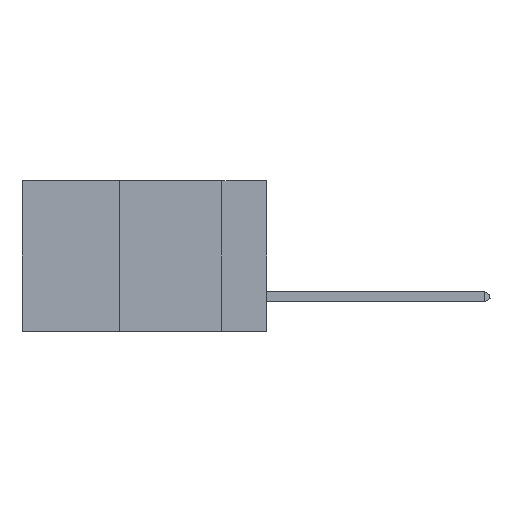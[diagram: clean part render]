
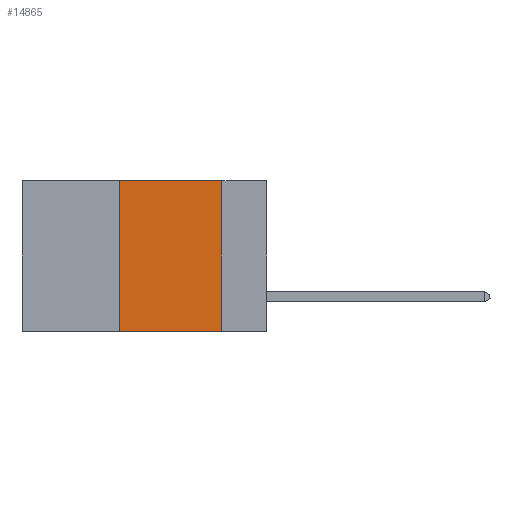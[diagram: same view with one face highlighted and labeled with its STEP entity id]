
A CAD part, left-side view. The second image highlights one B-rep face of the part: STEP entity #14865.
In plain terms, the highlighted planar face has unit normal (-1, 0, 0).
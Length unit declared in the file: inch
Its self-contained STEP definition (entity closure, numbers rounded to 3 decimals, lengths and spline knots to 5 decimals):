
#599 = EDGE_CURVE ( 'NONE', #13194, #14096, #8739, .T. ) ;
#1367 = CARTESIAN_POINT ( 'NONE',  ( 0., 0.36, 0. ) ) ;
#1952 = LINE ( 'NONE', #14137, #4987 ) ;
#2117 = VERTEX_POINT ( 'NONE', #1367 ) ;
#2599 = DIRECTION ( 'NONE',  ( 0., 0., -1. ) ) ;
#3051 = CARTESIAN_POINT ( 'NONE',  ( 0., 0.11, 0. ) ) ;
#3749 = CARTESIAN_POINT ( 'NONE',  ( 0., 0.6, 0. ) ) ;
#4574 = EDGE_LOOP ( 'NONE', ( #14509, #10567, #13459, #12631 ) ) ;
#4987 = VECTOR ( 'NONE', #8375, 39.37008 ) ;
#5034 = DIRECTION ( 'NONE',  ( 0., -1., 0. ) ) ;
#5610 = VECTOR ( 'NONE', #14525, 39.37008 ) ;
#5888 = CARTESIAN_POINT ( 'NONE',  ( 0., 0.36, -0.37 ) ) ;
#6255 = LINE ( 'NONE', #11992, #6958 ) ;
#6958 = VECTOR ( 'NONE', #5034, 39.37008 ) ;
#7583 = CARTESIAN_POINT ( 'NONE',  ( 0., 0.11, -0.37 ) ) ;
#8156 = DIRECTION ( 'NONE',  ( 1., 0., 0. ) ) ;
#8185 = VERTEX_POINT ( 'NONE', #5888 ) ;
#8375 = DIRECTION ( 'NONE',  ( 0., 0., 1. ) ) ;
#8739 = LINE ( 'NONE', #8865, #5610 ) ;
#8865 = CARTESIAN_POINT ( 'NONE',  ( 0., 0.11, 0. ) ) ;
#9744 = EDGE_CURVE ( 'NONE', #8185, #2117, #1952, .T. ) ;
#10408 = VECTOR ( 'NONE', #14374, 39.37008 ) ;
#10567 = ORIENTED_EDGE ( 'NONE', *, *, #12282, .F. ) ;
#11992 = CARTESIAN_POINT ( 'NONE',  ( 0., 0.6, 0. ) ) ;
#12088 = AXIS2_PLACEMENT_3D ( 'NONE', #3749, #8156, #2599 ) ;
#12282 = EDGE_CURVE ( 'NONE', #2117, #13194, #6255, .T. ) ;
#12458 = EDGE_CURVE ( 'NONE', #8185, #14096, #13487, .T. ) ;
#12631 = ORIENTED_EDGE ( 'NONE', *, *, #12458, .T. ) ;
#12878 = PLANE ( 'NONE',  #12088 ) ;
#13194 = VERTEX_POINT ( 'NONE', #3051 ) ;
#13255 = FACE_OUTER_BOUND ( 'NONE', #4574, .T. ) ;
#13299 = CARTESIAN_POINT ( 'NONE',  ( 0., 0.6, -0.37 ) ) ;
#13459 = ORIENTED_EDGE ( 'NONE', *, *, #9744, .F. ) ;
#13487 = LINE ( 'NONE', #13299, #10408 ) ;
#14096 = VERTEX_POINT ( 'NONE', #7583 ) ;
#14137 = CARTESIAN_POINT ( 'NONE',  ( 0., 0.36, 0. ) ) ;
#14374 = DIRECTION ( 'NONE',  ( 0., -1., 0. ) ) ;
#14509 = ORIENTED_EDGE ( 'NONE', *, *, #599, .F. ) ;
#14525 = DIRECTION ( 'NONE',  ( 0., 0., -1. ) ) ;
#14865 = ADVANCED_FACE ( 'NONE', ( #13255 ), #12878, .F. ) ;
